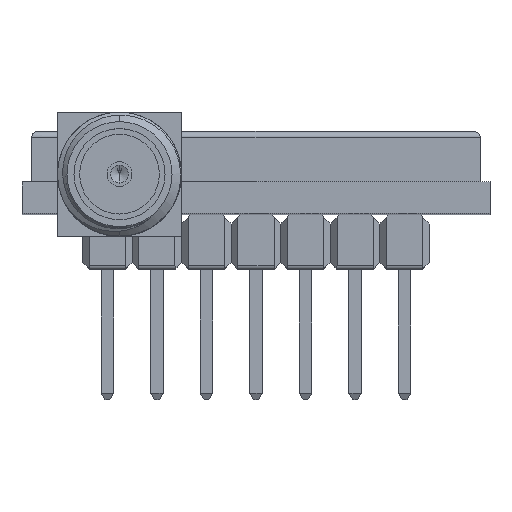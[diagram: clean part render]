
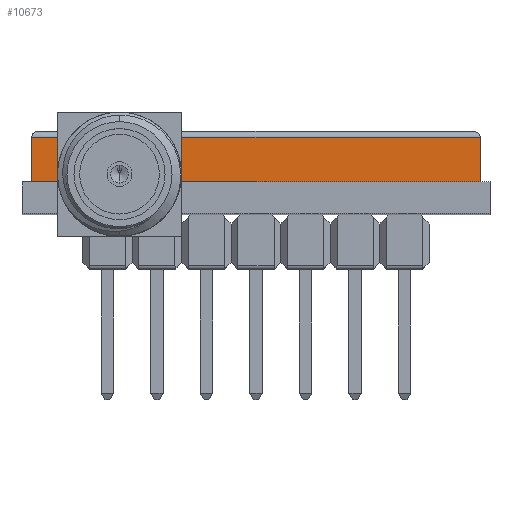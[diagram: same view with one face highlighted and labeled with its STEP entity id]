
A CAD part, top view. The second image highlights one B-rep face of the part: STEP entity #10673.
In plain terms, the highlighted planar face has unit normal (0, 0, 1).
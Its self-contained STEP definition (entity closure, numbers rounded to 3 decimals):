
#199 = DIRECTION ( 'NONE',  ( -1., 0., 0. ) ) ;
#587 = DIRECTION ( 'NONE',  ( 0., 1., 0. ) ) ;
#1028 = CARTESIAN_POINT ( 'NONE',  ( 0.5, 4.2, -5.5 ) ) ;
#1032 = EDGE_CURVE ( 'NONE', #14772, #2949, #15371, .T. ) ;
#1183 = DIRECTION ( 'NONE',  ( 1., 0., 0. ) ) ;
#1277 = LINE ( 'NONE', #1028, #16379 ) ;
#1493 = DIRECTION ( 'NONE',  ( 0., 0., -1. ) ) ;
#1670 = CARTESIAN_POINT ( 'NONE',  ( 0.5, 4.2, -5.5 ) ) ;
#2046 = LINE ( 'NONE', #7201, #2750 ) ;
#2750 = VECTOR ( 'NONE', #587, 1000. ) ;
#2949 = VERTEX_POINT ( 'NONE', #15851 ) ;
#4964 = LINE ( 'NONE', #11401, #12721 ) ;
#5234 = ORIENTED_EDGE ( 'NONE', *, *, #1032, .F. ) ;
#5380 = VECTOR ( 'NONE', #16732, 1000. ) ;
#5393 = CARTESIAN_POINT ( 'NONE',  ( 0.5, 3.9, -5.5 ) ) ;
#5741 = CARTESIAN_POINT ( 'NONE',  ( 0.5, 1.6, -5.5 ) ) ;
#5955 = EDGE_LOOP ( 'NONE', ( #5234, #10584, #9131, #14945 ) ) ;
#7201 = CARTESIAN_POINT ( 'NONE',  ( 23.5, 4.2, -5.5 ) ) ;
#8007 = AXIS2_PLACEMENT_3D ( 'NONE', #1670, #1493, #199 ) ;
#8276 = FACE_OUTER_BOUND ( 'NONE', #5955, .T. ) ;
#8958 = EDGE_CURVE ( 'NONE', #14400, #2949, #2046, .T. ) ;
#9131 = ORIENTED_EDGE ( 'NONE', *, *, #12594, .T. ) ;
#9994 = CARTESIAN_POINT ( 'NONE',  ( 23.5, 1.6, -5.5 ) ) ;
#10584 = ORIENTED_EDGE ( 'NONE', *, *, #15144, .T. ) ;
#10673 = ADVANCED_FACE ( 'NONE', ( #8276 ), #13498, .F. ) ;
#11401 = CARTESIAN_POINT ( 'NONE',  ( 0., 1.6, -5.5 ) ) ;
#12594 = EDGE_CURVE ( 'NONE', #15523, #14400, #4964, .T. ) ;
#12721 = VECTOR ( 'NONE', #1183, 1000. ) ;
#12740 = CARTESIAN_POINT ( 'NONE',  ( 0.5, 3.9, -5.5 ) ) ;
#13498 = PLANE ( 'NONE',  #8007 ) ;
#14400 = VERTEX_POINT ( 'NONE', #9994 ) ;
#14772 = VERTEX_POINT ( 'NONE', #5393 ) ;
#14945 = ORIENTED_EDGE ( 'NONE', *, *, #8958, .T. ) ;
#15144 = EDGE_CURVE ( 'NONE', #14772, #15523, #1277, .T. ) ;
#15371 = LINE ( 'NONE', #12740, #5380 ) ;
#15410 = DIRECTION ( 'NONE',  ( 0., -1., 0. ) ) ;
#15523 = VERTEX_POINT ( 'NONE', #5741 ) ;
#15851 = CARTESIAN_POINT ( 'NONE',  ( 23.5, 3.9, -5.5 ) ) ;
#16379 = VECTOR ( 'NONE', #15410, 1000. ) ;
#16732 = DIRECTION ( 'NONE',  ( 1., 0., 0. ) ) ;
